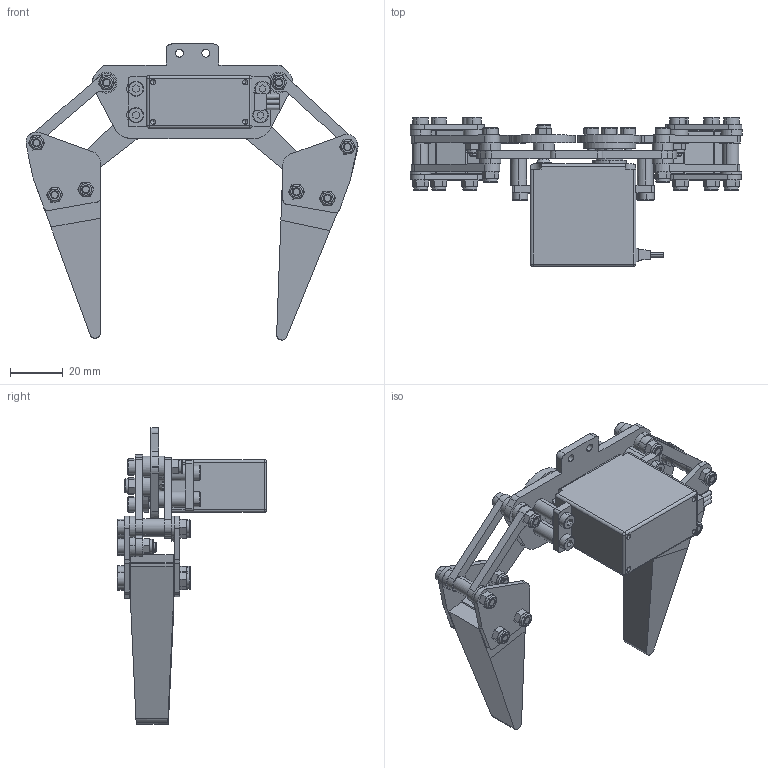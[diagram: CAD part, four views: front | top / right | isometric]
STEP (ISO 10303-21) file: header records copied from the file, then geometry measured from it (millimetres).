
FILE_DESCRIPTION( ('This file contains a STEP AP42 implementation' ,'as created by ZW3D STEP Interface translator.') ,'2;1' );
FILE_NAME( '媼硌嗆儂.stp' ,'2112 9.162533', (''), ('ZWCAD Software Co.'), 'Version 1.0', 'ZW3D to STEP translator', '' );
FILE_SCHEMA(('AUTOMOTIVE_DESIGN { 1 0 10303 214 1 1 1 1 }'));
Length unit declared in the file: millimetre
Products named in the file (2): 0; 媼硌嗆儂
Bounding box: 126 x 56.8 x 112.36 mm (x, y, z)
Volume: 83331.9 mm3; surface area: 42342.7 mm2
Topology: 52 solids, 52 shells, 1001 faces, 2351 edges, 1537 vertices
Faces by surface type: plane 520, cylinder 361, cone 94, bspline 22, sphere 4
Entity records: 36268 total; most frequent: CARTESIAN_POINT 12416, ORIENTED_EDGE 4682, DIRECTION 4489, EDGE_CURVE 2341, VERTEX_POINT 1537, AXIS2_PLACEMENT_3D 1529, VECTOR 1431, LINE 1431
